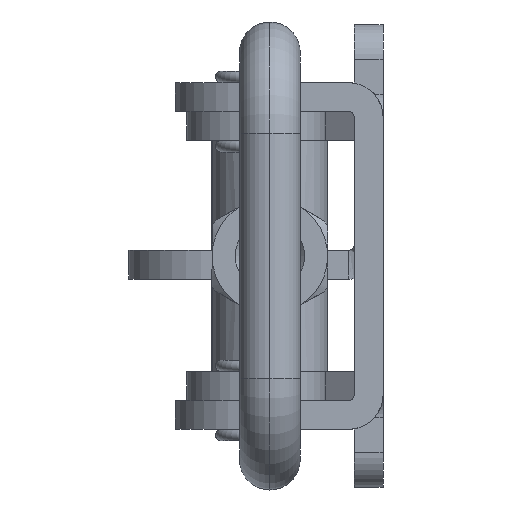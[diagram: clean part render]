
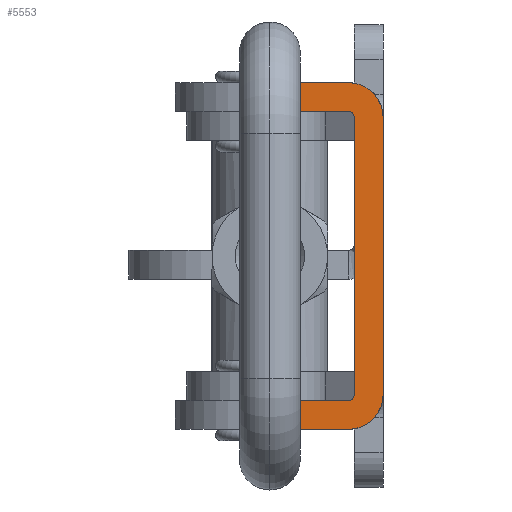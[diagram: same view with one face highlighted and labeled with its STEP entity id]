
A CAD part, left-side view. The second image highlights one B-rep face of the part: STEP entity #5553.
In plain terms, the highlighted planar face has unit normal (-1, 0, 0).
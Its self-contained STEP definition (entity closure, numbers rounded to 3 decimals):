
#446 = EDGE_CURVE ( 'NONE', #5584, #5905, #1173, .T. ) ;
#537 = ORIENTED_EDGE ( 'NONE', *, *, #5906, .T. ) ;
#542 = ORIENTED_EDGE ( 'NONE', *, *, #5538, .F. ) ;
#1152 = DIRECTION ( 'NONE',  ( 0., 0., -1. ) ) ;
#1153 = DIRECTION ( 'NONE',  ( 1., 0., 0. ) ) ;
#1157 = AXIS2_PLACEMENT_3D ( 'NONE', #1162, #1153, #1152 ) ;
#1162 = CARTESIAN_POINT ( 'NONE',  ( 0., 3., 12. ) ) ;
#1173 = CIRCLE ( 'NONE', #1157, 3. ) ;
#1426 = DIRECTION ( 'NONE',  ( 0., 0., 1. ) ) ;
#1440 = LINE ( 'NONE', #1699, #2162 ) ;
#1654 = CIRCLE ( 'NONE', #1675, 0.5 ) ;
#1673 = DIRECTION ( 'NONE',  ( 1., 0., 0. ) ) ;
#1674 = CARTESIAN_POINT ( 'NONE',  ( 0., 3., -12. ) ) ;
#1675 = AXIS2_PLACEMENT_3D ( 'NONE', #1674, #1673, #1426 ) ;
#1699 = CARTESIAN_POINT ( 'NONE',  ( 0., 9., 15. ) ) ;
#2162 = VECTOR ( 'NONE', #2197, 1000. ) ;
#2197 = DIRECTION ( 'NONE',  ( 0., -1., 0. ) ) ;
#2316 = LINE ( 'NONE', #2353, #2352 ) ;
#2332 = CARTESIAN_POINT ( 'NONE',  ( 0., 0., -12. ) ) ;
#2346 = DIRECTION ( 'NONE',  ( 0., 1., 0. ) ) ;
#2351 = DIRECTION ( 'NONE',  ( 0., 0., 1. ) ) ;
#2352 = VECTOR ( 'NONE', #2351, 1000. ) ;
#2353 = CARTESIAN_POINT ( 'NONE',  ( 0., 11., 15. ) ) ;
#2369 = CARTESIAN_POINT ( 'NONE',  ( 0., 9., -15. ) ) ;
#2370 = DIRECTION ( 'NONE',  ( 0., -1., 0. ) ) ;
#2373 = VECTOR ( 'NONE', #2346, 1000. ) ;
#2374 = LINE ( 'NONE', #2382, #2373 ) ;
#2375 = PLANE ( 'NONE',  #2383 ) ;
#2378 = FACE_OUTER_BOUND ( 'NONE', #5534, .T. ) ;
#2379 = CARTESIAN_POINT ( 'NONE',  ( 0., 11., -15. ) ) ;
#2382 = CARTESIAN_POINT ( 'NONE',  ( 0., 9., -15. ) ) ;
#2383 = AXIS2_PLACEMENT_3D ( 'NONE', #2369, #2431, #2430 ) ;
#2408 = VECTOR ( 'NONE', #2370, 1000. ) ;
#2409 = LINE ( 'NONE', #2424, #2408 ) ;
#2421 = CARTESIAN_POINT ( 'NONE',  ( 0., 3., -15. ) ) ;
#2424 = CARTESIAN_POINT ( 'NONE',  ( 0., 0., 12.5 ) ) ;
#2430 = DIRECTION ( 'NONE',  ( 0., 1., 0. ) ) ;
#2431 = DIRECTION ( 'NONE',  ( -1., 0., 0. ) ) ;
#2441 = CARTESIAN_POINT ( 'NONE',  ( 0., 3., 15. ) ) ;
#3008 = AXIS2_PLACEMENT_3D ( 'NONE', #3037, #3082, #3081 ) ;
#3025 = DIRECTION ( 'NONE',  ( 0., 0., -1. ) ) ;
#3026 = CARTESIAN_POINT ( 'NONE',  ( 0., 3., 12.5 ) ) ;
#3027 = CARTESIAN_POINT ( 'NONE',  ( 0., 11., -12.5 ) ) ;
#3029 = CIRCLE ( 'NONE', #3008, 0.5 ) ;
#3037 = CARTESIAN_POINT ( 'NONE',  ( 0., 3., 12. ) ) ;
#3059 = DIRECTION ( 'NONE',  ( 0., 0., 1. ) ) ;
#3060 = VECTOR ( 'NONE', #3059, 1000. ) ;
#3061 = CARTESIAN_POINT ( 'NONE',  ( 0., 0., 15. ) ) ;
#3062 = LINE ( 'NONE', #3061, #3060 ) ;
#3065 = CARTESIAN_POINT ( 'NONE',  ( 0., 0., 12. ) ) ;
#3068 = DIRECTION ( 'NONE',  ( 1., 0., 0. ) ) ;
#3069 = DIRECTION ( 'NONE',  ( 0., 1., 0. ) ) ;
#3070 = VECTOR ( 'NONE', #3069, 1000. ) ;
#3071 = CARTESIAN_POINT ( 'NONE',  ( 0., 0., -12.5 ) ) ;
#3072 = LINE ( 'NONE', #3071, #3070 ) ;
#3073 = CIRCLE ( 'NONE', #3075, 3. ) ;
#3074 = DIRECTION ( 'NONE',  ( 0., 0., -1. ) ) ;
#3075 = AXIS2_PLACEMENT_3D ( 'NONE', #3077, #3068, #3025 ) ;
#3077 = CARTESIAN_POINT ( 'NONE',  ( 0., 3., -12. ) ) ;
#3078 = VECTOR ( 'NONE', #3074, 1000. ) ;
#3079 = CARTESIAN_POINT ( 'NONE',  ( 0., 11., -15. ) ) ;
#3080 = LINE ( 'NONE', #3079, #3078 ) ;
#3081 = DIRECTION ( 'NONE',  ( 0., 0., -1. ) ) ;
#3082 = DIRECTION ( 'NONE',  ( 1., 0., 0. ) ) ;
#3083 = CARTESIAN_POINT ( 'NONE',  ( 0., 3., -12.5 ) ) ;
#3730 = CARTESIAN_POINT ( 'NONE',  ( 0., 11., 12.5 ) ) ;
#3747 = CARTESIAN_POINT ( 'NONE',  ( 0., 11., 15. ) ) ;
#3876 = CARTESIAN_POINT ( 'NONE',  ( 0., 2.5, 14. ) ) ;
#3912 = DIRECTION ( 'NONE',  ( 0., 0., 1. ) ) ;
#3913 = VECTOR ( 'NONE', #3912, 1000. ) ;
#3915 = LINE ( 'NONE', #3876, #3913 ) ;
#4257 = CARTESIAN_POINT ( 'NONE',  ( 0., 2.5, -12. ) ) ;
#4266 = CARTESIAN_POINT ( 'NONE',  ( 0., 2.5, 12. ) ) ;
#5534 = EDGE_LOOP ( 'NONE', ( #5902, #5901, #537, #5579, #5904, #542, #5892, #5890, #5557, #5895, #5894, #5879 ) ) ;
#5536 = VERTEX_POINT ( 'NONE', #2332 ) ;
#5538 = EDGE_CURVE ( 'NONE', #6753, #6755, #2316, .T. ) ;
#5551 = EDGE_CURVE ( 'NONE', #5560, #5552, #2374, .T. ) ;
#5552 = VERTEX_POINT ( 'NONE', #2379 ) ;
#5553 = ADVANCED_FACE ( 'NONE', ( #2378 ), #2375, .T. ) ;
#5557 = ORIENTED_EDGE ( 'NONE', *, *, #6804, .F. ) ;
#5560 = VERTEX_POINT ( 'NONE', #2421 ) ;
#5562 = EDGE_CURVE ( 'NONE', #6753, #5891, #2409, .T. ) ;
#5579 = ORIENTED_EDGE ( 'NONE', *, *, #446, .F. ) ;
#5582 = EDGE_CURVE ( 'NONE', #7024, #5897, #1654, .T. ) ;
#5584 = VERTEX_POINT ( 'NONE', #2441 ) ;
#5585 = EDGE_CURVE ( 'NONE', #6755, #5584, #1440, .T. ) ;
#5879 = ORIENTED_EDGE ( 'NONE', *, *, #5898, .T. ) ;
#5890 = ORIENTED_EDGE ( 'NONE', *, *, #5893, .T. ) ;
#5891 = VERTEX_POINT ( 'NONE', #3026 ) ;
#5892 = ORIENTED_EDGE ( 'NONE', *, *, #5562, .T. ) ;
#5893 = EDGE_CURVE ( 'NONE', #5891, #7020, #3029, .T. ) ;
#5894 = ORIENTED_EDGE ( 'NONE', *, *, #5899, .T. ) ;
#5895 = ORIENTED_EDGE ( 'NONE', *, *, #5582, .T. ) ;
#5896 = VERTEX_POINT ( 'NONE', #3027 ) ;
#5897 = VERTEX_POINT ( 'NONE', #3083 ) ;
#5898 = EDGE_CURVE ( 'NONE', #5896, #5552, #3080, .T. ) ;
#5899 = EDGE_CURVE ( 'NONE', #5897, #5896, #3072, .T. ) ;
#5901 = ORIENTED_EDGE ( 'NONE', *, *, #5903, .F. ) ;
#5902 = ORIENTED_EDGE ( 'NONE', *, *, #5551, .F. ) ;
#5903 = EDGE_CURVE ( 'NONE', #5536, #5560, #3073, .T. ) ;
#5904 = ORIENTED_EDGE ( 'NONE', *, *, #5585, .F. ) ;
#5905 = VERTEX_POINT ( 'NONE', #3065 ) ;
#5906 = EDGE_CURVE ( 'NONE', #5536, #5905, #3062, .T. ) ;
#6753 = VERTEX_POINT ( 'NONE', #3730 ) ;
#6755 = VERTEX_POINT ( 'NONE', #3747 ) ;
#6804 = EDGE_CURVE ( 'NONE', #7024, #7020, #3915, .T. ) ;
#7020 = VERTEX_POINT ( 'NONE', #4266 ) ;
#7024 = VERTEX_POINT ( 'NONE', #4257 ) ;
